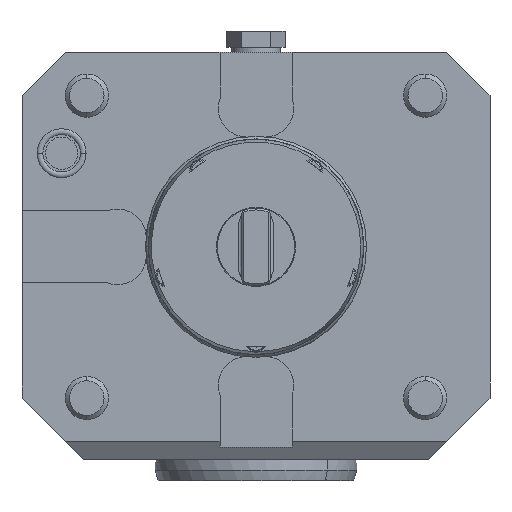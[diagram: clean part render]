
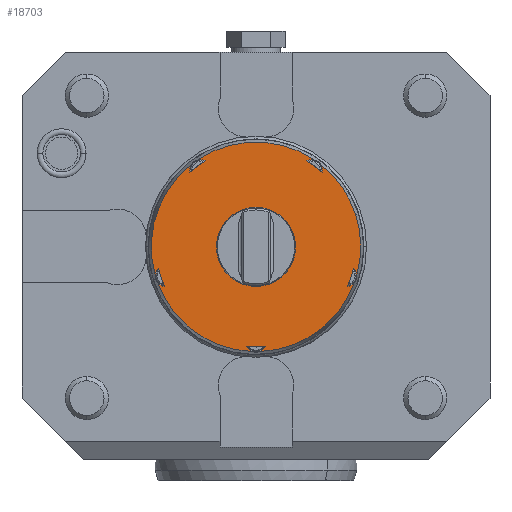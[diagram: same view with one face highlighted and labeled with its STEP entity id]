
A CAD part, front view. The second image highlights one B-rep face of the part: STEP entity #18703.
In plain terms, the highlighted planar face has unit normal (0, -1, 0).
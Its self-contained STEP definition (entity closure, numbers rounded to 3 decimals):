
#3525=CARTESIAN_POINT('',(-27.964,-133.,-8.036));
#3531=CARTESIAN_POINT('',(16.285,-133.,24.112));
#3564=CARTESIAN_POINT('',(17.9,-133.,22.939));
#3601=CARTESIAN_POINT('',(-15.429,-133.,21.237));
#3602=DIRECTION('',(0.,1.,0.));
#3603=DIRECTION('',(-0.985,0.,-0.172));
#3604=AXIS2_PLACEMENT_3D('',#3601,#3602,#3603);
#3606=CARTESIAN_POINT('',(-15.429,-133.,21.237));
#3607=DIRECTION('',(0.,1.,0.));
#3608=DIRECTION('',(-0.285,0.,0.959));
#3609=AXIS2_PLACEMENT_3D('',#3606,#3607,#3608);
#3611=CARTESIAN_POINT('',(0.,-133.,0.));
#3612=DIRECTION('',(0.,1.,0.));
#3613=DIRECTION('',(-0.56,0.,0.829));
#3614=AXIS2_PLACEMENT_3D('',#3611,#3612,#3613);
#3616=CARTESIAN_POINT('',(15.429,-133.,21.237));
#3617=DIRECTION('',(0.,1.,0.));
#3618=DIRECTION('',(-0.468,0.,0.884));
#3619=AXIS2_PLACEMENT_3D('',#3616,#3617,#3618);
#3621=CARTESIAN_POINT('',(0.,-133.,0.));
#3622=DIRECTION('',(0.,1.,0.));
#3623=DIRECTION('',(0.615,0.,0.788));
#3624=AXIS2_PLACEMENT_3D('',#3621,#3622,#3623);
#3626=CARTESIAN_POINT('',(0.,-133.,0.));
#3627=DIRECTION('',(0.,1.,0.));
#3628=DIRECTION('',(0.951,0.,0.309));
#3629=AXIS2_PLACEMENT_3D('',#3626,#3627,#3628);
#3631=CARTESIAN_POINT('',(24.965,-133.,-8.112));
#3632=DIRECTION('',(0.,1.,0.));
#3633=DIRECTION('',(0.794,0.,-0.608));
#3634=AXIS2_PLACEMENT_3D('',#3631,#3632,#3633);
#3636=CARTESIAN_POINT('',(0.,-133.,0.));
#3637=DIRECTION('',(0.,1.,0.));
#3638=DIRECTION('',(0.94,0.,-0.341));
#3639=AXIS2_PLACEMENT_3D('',#3636,#3637,#3638);
#3641=CARTESIAN_POINT('',(0.,-133.,-26.25));
#3642=DIRECTION('',(0.,1.,0.));
#3643=DIRECTION('',(0.898,0.,-0.44));
#3644=AXIS2_PLACEMENT_3D('',#3641,#3642,#3643);
#3646=CARTESIAN_POINT('',(0.,-133.,-26.25));
#3647=DIRECTION('',(0.,1.,0.));
#3648=DIRECTION('',(-0.333,0.,-0.943));
#3649=AXIS2_PLACEMENT_3D('',#3646,#3647,#3648);
#3651=CARTESIAN_POINT('',(0.,-133.,0.));
#3652=DIRECTION('',(0.,1.,0.));
#3653=DIRECTION('',(-0.034,0.,-0.999));
#3654=AXIS2_PLACEMENT_3D('',#3651,#3652,#3653);
#3656=CARTESIAN_POINT('',(-24.965,-133.,-8.112));
#3657=DIRECTION('',(0.,1.,0.));
#3658=DIRECTION('',(-0.14,0.,-0.99));
#3659=AXIS2_PLACEMENT_3D('',#3656,#3657,#3658);
#3661=CARTESIAN_POINT('',(-24.965,-133.,-8.112));
#3662=DIRECTION('',(0.,1.,0.));
#3663=DIRECTION('',(-1.,0.,0.025));
#3664=AXIS2_PLACEMENT_3D('',#3661,#3662,#3663);
#3666=CARTESIAN_POINT('',(0.,-133.,0.));
#3667=DIRECTION('',(0.,1.,0.));
#3668=DIRECTION('',(-0.961,0.,-0.276));
#3669=AXIS2_PLACEMENT_3D('',#3666,#3667,#3668);
#3679=CARTESIAN_POINT('',(0.,-133.,0.));
#3680=DIRECTION('',(0.,-1.,0.));
#3681=DIRECTION('',(-0.506,0.,0.862));
#3682=AXIS2_PLACEMENT_3D('',#3679,#3680,#3681);
#3826=CARTESIAN_POINT('',(15.429,-133.,21.237));
#3827=DIRECTION('',(0.,1.,0.));
#3828=DIRECTION('',(0.824,0.,0.567));
#3829=AXIS2_PLACEMENT_3D('',#3826,#3827,#3828);
#3845=CARTESIAN_POINT('',(0.,-133.,0.));
#3846=DIRECTION('',(0.,1.,0.));
#3847=DIRECTION('',(0.506,0.,0.862));
#3848=AXIS2_PLACEMENT_3D('',#3845,#3846,#3847);
#3992=CARTESIAN_POINT('',(0.998,-133.,-29.079));
#4060=CARTESIAN_POINT('',(27.347,-133.,-9.935));
#4080=CARTESIAN_POINT('',(0.,-133.,0.));
#4081=DIRECTION('',(0.,-1.,0.));
#4082=DIRECTION('',(-0.977,0.,-0.215));
#4083=AXIS2_PLACEMENT_3D('',#4080,#4081,#4082);
#4260=CARTESIAN_POINT('',(0.,-133.,0.));
#4261=DIRECTION('',(0.,-1.,0.));
#4262=DIRECTION('',(-0.097,0.,-0.995));
#4263=AXIS2_PLACEMENT_3D('',#4260,#4261,#4262);
#4494=CARTESIAN_POINT('',(24.965,-133.,-8.112));
#4495=DIRECTION('',(0.,1.,0.));
#4496=DIRECTION('',(0.696,0.,0.718));
#4497=AXIS2_PLACEMENT_3D('',#4494,#4495,#4496);
#4518=CARTESIAN_POINT('',(0.,-133.,0.));
#4519=DIRECTION('',(0.,1.,0.));
#4520=DIRECTION('',(0.977,0.,-0.215));
#4521=AXIS2_PLACEMENT_3D('',#4518,#4519,#4520);
#4675=CARTESIAN_POINT('',(0.,-133.,0.));
#4676=DIRECTION('',(0.,1.,0.));
#4677=DIRECTION('',(0.,0.,1.));
#4678=AXIS2_PLACEMENT_3D('',#4675,#4676,#4677);
#4680=CARTESIAN_POINT('',(0.,-133.,0.));
#4681=DIRECTION('',(0.,1.,0.));
#4682=DIRECTION('',(0.,0.,-1.));
#4683=AXIS2_PLACEMENT_3D('',#4680,#4681,#4682);
#14035=CARTESIAN_POINT('',(27.672,-133.,
8.991));
#14036=VERTEX_POINT('',#14035);
#14037=CARTESIAN_POINT('',(-0.998,-133.,-29.079));
#14038=CARTESIAN_POINT('',(-27.347,-133.,-9.935));
#14039=VERTEX_POINT('',#14037);
#14040=VERTEX_POINT('',#14038);
#14041=CARTESIAN_POINT('',(27.964,-133.,-8.036));
#14042=VERTEX_POINT('',#14041);
#14044=VERTEX_POINT('',#3525);
#14045=VERTEX_POINT('',#3992);
#14046=VERTEX_POINT('',#4060);
#14047=VERTEX_POINT('',#3531);
#14048=VERTEX_POINT('',#3564);
#14049=CARTESIAN_POINT('',(-17.9,-133.,22.939));
#14050=VERTEX_POINT('',#14049);
#14051=CARTESIAN_POINT('',(-16.285,-133.,24.112));
#14052=VERTEX_POINT('',#14051);
#14945=CARTESIAN_POINT('',(0.,-133.,11.));
#14946=CARTESIAN_POINT('',(0.,-133.,-11.));
#14947=VERTEX_POINT('',#14945);
#14948=VERTEX_POINT('',#14946);
#14957=CARTESIAN_POINT('',(-25.387,-133.,-11.082));
#14958=VERTEX_POINT('',#14957);
#14959=CARTESIAN_POINT('',(-27.052,-133.,-5.956));
#14960=VERTEX_POINT('',#14959);
#14969=CARTESIAN_POINT('',(2.695,-133.,-27.569));
#14970=VERTEX_POINT('',#14969);
#14971=CARTESIAN_POINT('',(-2.695,-133.,-27.569));
#14972=VERTEX_POINT('',#14971);
#14981=CARTESIAN_POINT('',(25.387,-133.,-11.082));
#14982=VERTEX_POINT('',#14981);
#14983=CARTESIAN_POINT('',(27.052,-133.,-5.956));
#14984=VERTEX_POINT('',#14983);
#14993=CARTESIAN_POINT('',(18.384,-133.,20.72));
#14994=VERTEX_POINT('',#14993);
#14995=CARTESIAN_POINT('',(14.024,-133.,23.887));
#14996=VERTEX_POINT('',#14995);
#15005=CARTESIAN_POINT('',(-14.024,-133.,23.887));
#15006=VERTEX_POINT('',#15005);
#15007=CARTESIAN_POINT('',(-18.384,-133.,20.72));
#15008=VERTEX_POINT('',#15007);
#18651=CARTESIAN_POINT('',(0.,-133.,0.));
#18652=DIRECTION('',(0.,-1.,0.));
#18653=DIRECTION('',(0.951,0.,0.309));
#18654=AXIS2_PLACEMENT_3D('',#18651,#18652,#18653);
#18655=PLANE('',#18654);
#18657=ORIENTED_EDGE('',*,*,#18656,.F.);
#18659=ORIENTED_EDGE('',*,*,#18658,.F.);
#18661=ORIENTED_EDGE('',*,*,#18660,.F.);
#18662=ORIENTED_EDGE('',*,*,#18644,.T.);
#18664=ORIENTED_EDGE('',*,*,#18663,.F.);
#18666=ORIENTED_EDGE('',*,*,#18665,.T.);
#18668=ORIENTED_EDGE('',*,*,#18667,.F.);
#18669=ORIENTED_EDGE('',*,*,#18640,.T.);
#18671=ORIENTED_EDGE('',*,*,#18670,.T.);
#18673=ORIENTED_EDGE('',*,*,#18672,.F.);
#18675=ORIENTED_EDGE('',*,*,#18674,.T.);
#18677=ORIENTED_EDGE('',*,*,#18676,.F.);
#18679=ORIENTED_EDGE('',*,*,#18678,.T.);
#18681=ORIENTED_EDGE('',*,*,#18680,.F.);
#18683=ORIENTED_EDGE('',*,*,#18682,.F.);
#18685=ORIENTED_EDGE('',*,*,#18684,.F.);
#18687=ORIENTED_EDGE('',*,*,#18686,.T.);
#18689=ORIENTED_EDGE('',*,*,#18688,.F.);
#18691=ORIENTED_EDGE('',*,*,#18690,.F.);
#18693=ORIENTED_EDGE('',*,*,#18692,.F.);
#18694=ORIENTED_EDGE('',*,*,#18631,.T.);
#18695=EDGE_LOOP('',(#18657,#18659,#18661,#18662,#18664,#18666,#18668,#18669,
#18671,#18673,#18675,#18677,#18679,#18681,#18683,#18685,#18687,#18689,#18691,
#18693,#18694));
#18696=FACE_OUTER_BOUND('',#18695,.F.);
#18698=ORIENTED_EDGE('',*,*,#18697,.F.);
#18700=ORIENTED_EDGE('',*,*,#18699,.F.);
#18701=EDGE_LOOP('',(#18698,#18700));
#18702=FACE_BOUND('',#18701,.F.);
#3605=CIRCLE('',#3604,3.);
#3610=CIRCLE('',#3609,3.);
#3615=CIRCLE('',#3614,29.096);
#3620=CIRCLE('',#3619,3.);
#3625=CIRCLE('',#3624,29.096);
#3630=CIRCLE('',#3629,29.096);
#3635=CIRCLE('',#3634,3.);
#3640=CIRCLE('',#3639,29.096);
#3645=CIRCLE('',#3644,3.);
#3650=CIRCLE('',#3649,3.);
#3655=CIRCLE('',#3654,29.096);
#3660=CIRCLE('',#3659,3.);
#3665=CIRCLE('',#3664,3.);
#3670=CIRCLE('',#3669,29.096);
#3683=CIRCLE('',#3682,27.7);
#3830=CIRCLE('',#3829,3.);
#3849=CIRCLE('',#3848,27.7);
#4084=CIRCLE('',#4083,27.7);
#4264=CIRCLE('',#4263,27.7);
#4498=CIRCLE('',#4497,3.);
#4522=CIRCLE('',#4521,27.7);
#4679=CIRCLE('',#4678,11.);
#4684=CIRCLE('',#4683,11.);
#18631=EDGE_CURVE('',#14044,#14050,#3670,.T.);
#18640=EDGE_CURVE('',#14048,#14036,#3625,.T.);
#18644=EDGE_CURVE('',#14052,#14047,#3615,.T.);
#18656=EDGE_CURVE('',#15008,#14050,#3605,.T.);
#18658=EDGE_CURVE('',#15006,#15008,#3683,.T.);
#18660=EDGE_CURVE('',#14052,#15006,#3610,.T.);
#18663=EDGE_CURVE('',#14996,#14047,#3620,.T.);
#18665=EDGE_CURVE('',#14996,#14994,#3849,.T.);
#18667=EDGE_CURVE('',#14048,#14994,#3830,.T.);
#18670=EDGE_CURVE('',#14036,#14042,#3630,.T.);
#18672=EDGE_CURVE('',#14984,#14042,#4498,.T.);
#18674=EDGE_CURVE('',#14984,#14982,#4522,.T.);
#18676=EDGE_CURVE('',#14046,#14982,#3635,.T.);
#18678=EDGE_CURVE('',#14046,#14045,#3640,.T.);
#18680=EDGE_CURVE('',#14970,#14045,#3645,.T.);
#18682=EDGE_CURVE('',#14972,#14970,#4264,.T.);
#18684=EDGE_CURVE('',#14039,#14972,#3650,.T.);
#18686=EDGE_CURVE('',#14039,#14040,#3655,.T.);
#18688=EDGE_CURVE('',#14958,#14040,#3660,.T.);
#18690=EDGE_CURVE('',#14960,#14958,#4084,.T.);
#18692=EDGE_CURVE('',#14044,#14960,#3665,.T.);
#18697=EDGE_CURVE('',#14947,#14948,#4679,.T.);
#18699=EDGE_CURVE('',#14948,#14947,#4684,.T.);
#18703=ADVANCED_FACE('',(#18696,#18702),#18655,.T.);
